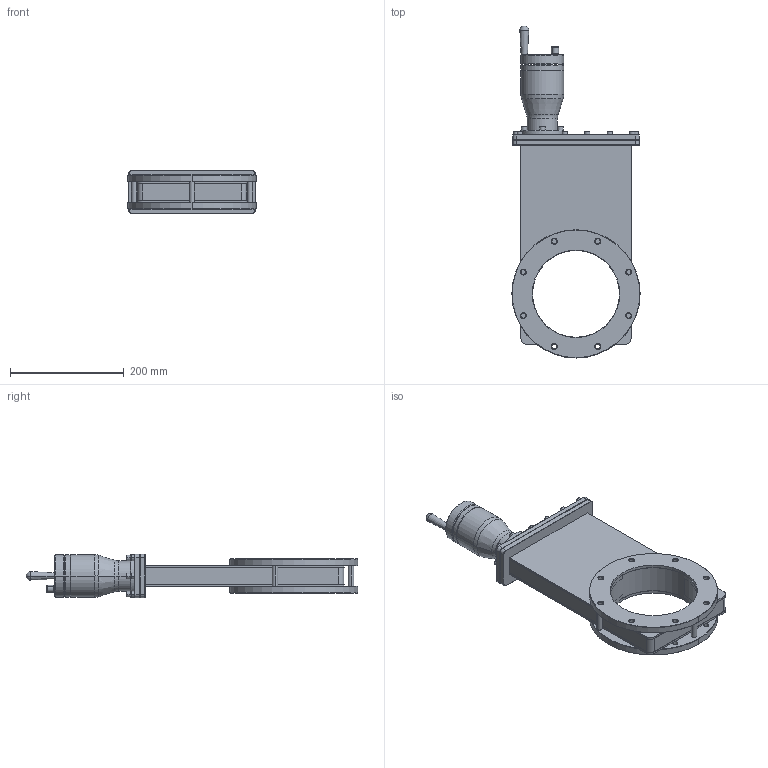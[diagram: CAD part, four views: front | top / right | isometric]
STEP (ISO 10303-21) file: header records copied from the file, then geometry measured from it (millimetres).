
FILE_DESCRIPTION((''),'2;1');
FILE_NAME('11110-0603','2016-11-10T',('jd'),(''),'PRO/ENGINEER BY PARAMETRIC TECHNOLOGY CORPORATION, 2013410','PRO/ENGINEER BY PARAMETRIC TECHNOLOGY CORPORATION, 2013410','');
FILE_SCHEMA(('CONFIG_CONTROL_DESIGN'));
Length unit declared in the file: inch
Products named in the file (1): 11110-0603
Bounding box: 224.99 x 582.7 x 75.95 mm (x, y, z)
Volume: 3105220.5 mm3; surface area: 287974.7 mm2
Topology: 1 solids, 1 shells, 437 faces, 998 edges, 610 vertices
Faces by surface type: plane 211, cone 110, cylinder 110, torus 2, bspline 2, sphere 2
Entity records: 12306 total; most frequent: DIRECTION 2224, CARTESIAN_POINT 2136, ORIENTED_EDGE 1992, EDGE_CURVE 996, AXIS2_PLACEMENT_3D 796, VECTOR 632, LINE 632, VERTEX_POINT 610
